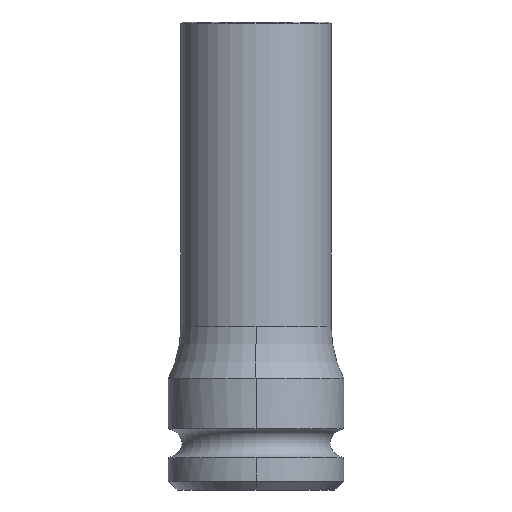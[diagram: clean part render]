
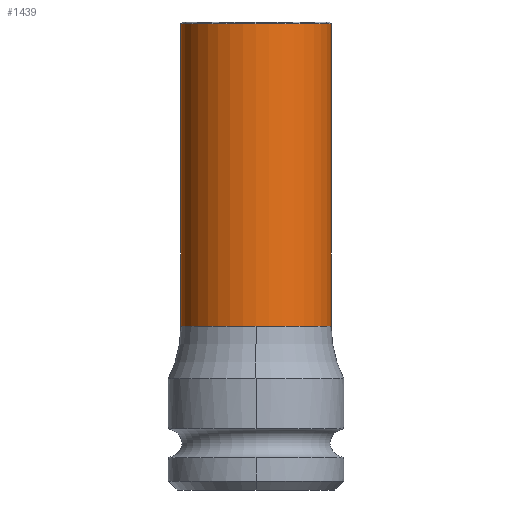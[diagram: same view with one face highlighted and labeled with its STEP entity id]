
A CAD part, left-side view. The second image highlights one B-rep face of the part: STEP entity #1439.
In plain terms, the highlighted cylindrical face has radius 12.85 mm (diameter 25.7 mm), a partial arc.
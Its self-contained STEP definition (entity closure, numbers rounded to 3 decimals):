
#323=CARTESIAN_POINT('',(0.,0.,79.7));
#324=DIRECTION('',(0.,0.,1.));
#325=DIRECTION('',(0.,1.,0.));
#326=AXIS2_PLACEMENT_3D('',#323,#324,#325);
#328=CARTESIAN_POINT('',(0.,0.,28.021));
#329=DIRECTION('',(0.,0.,1.));
#330=DIRECTION('',(-1.,0.,0.));
#331=AXIS2_PLACEMENT_3D('',#328,#329,#330);
#333=CARTESIAN_POINT('',(0.,0.,28.021));
#334=DIRECTION('',(0.,0.,1.));
#335=DIRECTION('',(0.,1.,0.));
#336=AXIS2_PLACEMENT_3D('',#333,#334,#335);
#343=DIRECTION('',(0.,0.,1.));
#344=VECTOR('',#343,51.679);
#345=CARTESIAN_POINT('',(0.,12.85,28.021));
#346=LINE('',#345,#344);
#347=DIRECTION('',(0.,0.,1.));
#348=VECTOR('',#347,51.679);
#349=CARTESIAN_POINT('',(0.,-12.85,28.021));
#350=LINE('',#349,#348);
#1028=CARTESIAN_POINT('',(0.,12.85,28.021));
#1029=CARTESIAN_POINT('',(-12.85,0.,28.021));
#1030=VERTEX_POINT('',#1028);
#1031=VERTEX_POINT('',#1029);
#1032=CARTESIAN_POINT('',(0.,-12.85,28.021));
#1033=VERTEX_POINT('',#1032);
#1063=CARTESIAN_POINT('',(0.,-12.85,79.7));
#1064=CARTESIAN_POINT('',(0.,12.85,79.7));
#1065=VERTEX_POINT('',#1063);
#1066=VERTEX_POINT('',#1064);
#1423=CARTESIAN_POINT('',(0.,0.,15.95));
#1424=DIRECTION('',(0.,0.,1.));
#1425=DIRECTION('',(0.,1.,0.));
#1426=AXIS2_PLACEMENT_3D('',#1423,#1424,#1425);
#1427=CYLINDRICAL_SURFACE('',#1426,12.85);
#1428=ORIENTED_EDGE('',*,*,#1417,.T.);
#1430=ORIENTED_EDGE('',*,*,#1429,.F.);
#1432=ORIENTED_EDGE('',*,*,#1431,.F.);
#1434=ORIENTED_EDGE('',*,*,#1433,.F.);
#1436=ORIENTED_EDGE('',*,*,#1435,.T.);
#1437=EDGE_LOOP('',(#1428,#1430,#1432,#1434,#1436));
#1438=FACE_OUTER_BOUND('',#1437,.F.);
#1439=ADVANCED_FACE('',(#1438),#1427,.T.);
#327=CIRCLE('',#326,12.85);
#332=CIRCLE('',#331,12.85);
#337=CIRCLE('',#336,12.85);
#1417=EDGE_CURVE('',#1066,#1065,#327,.T.);
#1429=EDGE_CURVE('',#1033,#1065,#350,.T.);
#1431=EDGE_CURVE('',#1031,#1033,#332,.T.);
#1433=EDGE_CURVE('',#1030,#1031,#337,.T.);
#1435=EDGE_CURVE('',#1030,#1066,#346,.T.);
